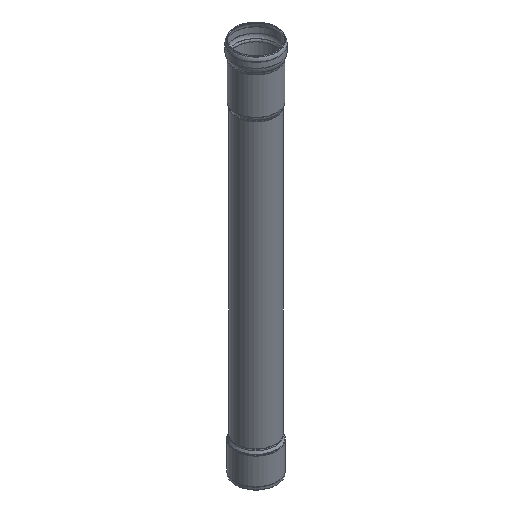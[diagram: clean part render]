
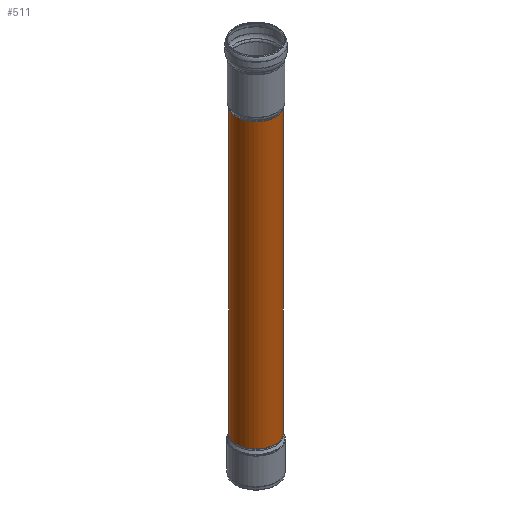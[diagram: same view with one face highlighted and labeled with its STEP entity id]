
A CAD part, isometric view. The second image highlights one B-rep face of the part: STEP entity #511.
In plain terms, the highlighted cylindrical face has radius 510 mm (diameter 1020 mm), a full revolution.
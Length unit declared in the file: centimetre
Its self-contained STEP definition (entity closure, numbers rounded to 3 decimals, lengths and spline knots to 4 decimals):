
#37=LINE('',#936,#52);
#52=VECTOR('',#757,51.);
#64=CYLINDRICAL_SURFACE('',#586,51.);
#85=FACE_OUTER_BOUND('',#115,.T.);
#115=EDGE_LOOP('',(#417,#418,#419,#420,#421,#422));
#154=CIRCLE('',#564,51.);
#155=CIRCLE('',#565,51.);
#170=CIRCLE('',#587,51.);
#171=CIRCLE('',#588,51.);
#212=VERTEX_POINT('',#895);
#213=VERTEX_POINT('',#896);
#224=VERTEX_POINT('',#933);
#225=VERTEX_POINT('',#934);
#273=EDGE_CURVE('',#212,#213,#154,.T.);
#274=EDGE_CURVE('',#213,#212,#155,.T.);
#292=EDGE_CURVE('',#224,#225,#170,.T.);
#293=EDGE_CURVE('',#224,#213,#37,.T.);
#294=EDGE_CURVE('',#225,#224,#171,.T.);
#417=ORIENTED_EDGE('',*,*,#292,.F.);
#418=ORIENTED_EDGE('',*,*,#293,.T.);
#419=ORIENTED_EDGE('',*,*,#273,.F.);
#420=ORIENTED_EDGE('',*,*,#274,.F.);
#421=ORIENTED_EDGE('',*,*,#293,.F.);
#422=ORIENTED_EDGE('',*,*,#294,.F.);
#511=ADVANCED_FACE('',(#85),#64,.T.);
#564=AXIS2_PLACEMENT_3D('',#897,#706,#707);
#565=AXIS2_PLACEMENT_3D('',#898,#708,#709);
#586=AXIS2_PLACEMENT_3D('',#932,#753,#754);
#587=AXIS2_PLACEMENT_3D('',#935,#755,#756);
#588=AXIS2_PLACEMENT_3D('',#937,#758,#759);
#706=DIRECTION('center_axis',(0.,0.,1.));
#707=DIRECTION('ref_axis',(1.,0.,0.));
#708=DIRECTION('center_axis',(0.,0.,1.));
#709=DIRECTION('ref_axis',(1.,0.,0.));
#753=DIRECTION('center_axis',(0.,0.,
-1.));
#754=DIRECTION('ref_axis',(0.,1.,0.));
#755=DIRECTION('center_axis',(0.,0.,
-1.));
#756=DIRECTION('ref_axis',(-1.,0.,0.));
#757=DIRECTION('',(0.,0.,1.));
#758=DIRECTION('center_axis',(0.,0.,
-1.));
#759=DIRECTION('ref_axis',(-1.,0.,0.));
#895=CARTESIAN_POINT('',(254.1995,305.9105,714.8755));
#896=CARTESIAN_POINT('',(254.1995,203.9105,714.8755));
#897=CARTESIAN_POINT('Origin',(254.1995,254.9105,714.8755));
#898=CARTESIAN_POINT('Origin',(254.1995,254.9105,714.8755));
#932=CARTESIAN_POINT('Origin',(254.1995,254.9105,-34.2297));
#933=CARTESIAN_POINT('',(254.1995,203.9105,-38.4593));
#934=CARTESIAN_POINT('',(305.1995,254.9105,-38.4593));
#935=CARTESIAN_POINT('Origin',(254.1995,254.9105,-38.4593));
#936=CARTESIAN_POINT('',(254.1995,203.9105,-34.2297));
#937=CARTESIAN_POINT('Origin',(254.1995,254.9105,-38.4593));
